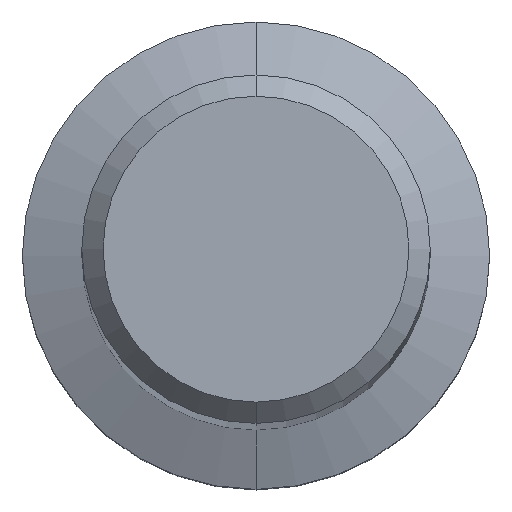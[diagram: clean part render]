
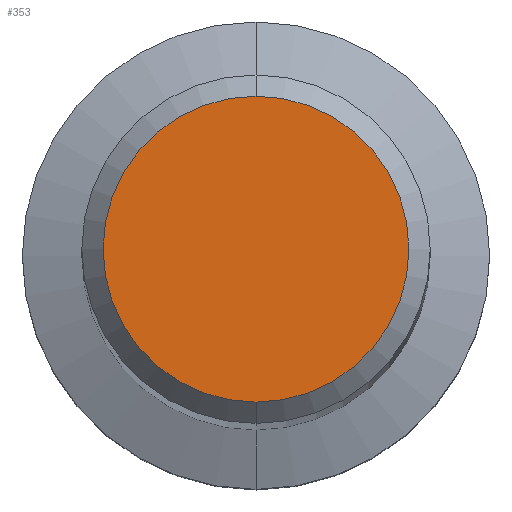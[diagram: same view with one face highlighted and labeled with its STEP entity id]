
A CAD part, top view. The second image highlights one B-rep face of the part: STEP entity #353.
In plain terms, the highlighted planar face has unit normal (0, 0, 1).
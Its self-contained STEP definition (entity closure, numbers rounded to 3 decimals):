
#305=VERTEX_POINT('',#671);
#325=EDGE_CURVE('',#305,#349,#692,.T.);
#349=VERTEX_POINT('',#716);
#353=ADVANCED_FACE('',(#722),#723,.T.);
#441=EDGE_CURVE('',#349,#305,#822,.T.);
#671=CARTESIAN_POINT('',(0.0,3.6,0.0));
#692=CIRCLE('',#1193,3.6);
#716=CARTESIAN_POINT('',(0.,-3.6,0.0));
#722=FACE_OUTER_BOUND('',#1263,.T.);
#723=PLANE('',#1264);
#822=CIRCLE('',#1419,3.6);
#1193=AXIS2_PLACEMENT_3D('',#1809,#1810,#1811);
#1263=EDGE_LOOP('',(#1840,#1841));
#1264=AXIS2_PLACEMENT_3D('',#1842,#1843,#1844);
#1419=AXIS2_PLACEMENT_3D('',#1972,#1973,#1974);
#1809=CARTESIAN_POINT('',(0.0,0.0,0.0));
#1810=DIRECTION('',(0.0,0.0,-1.0));
#1811=DIRECTION('',(0.0,1.0,0.0));
#1840=ORIENTED_EDGE('',*,*,#325,.F.);
#1841=ORIENTED_EDGE('',*,*,#441,.F.);
#1842=CARTESIAN_POINT('',(0.0,1.8,0.0));
#1843=DIRECTION('',(-0.0,0.0,1.0));
#1844=DIRECTION('',(0.0,-1.0,0.0));
#1972=CARTESIAN_POINT('',(0.0,0.0,0.0));
#1973=DIRECTION('',(0.0,0.0,-1.0));
#1974=DIRECTION('',(0.0,1.0,0.0));
